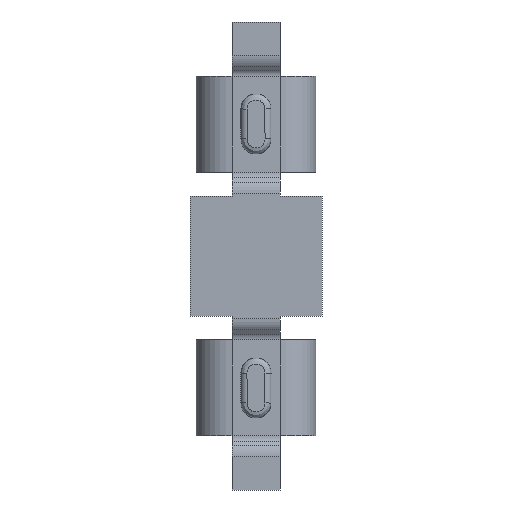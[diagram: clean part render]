
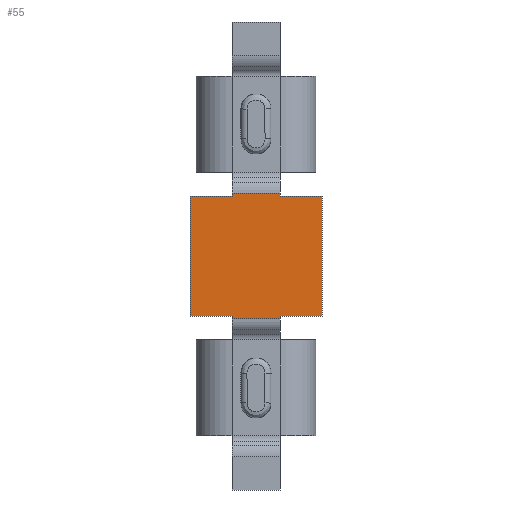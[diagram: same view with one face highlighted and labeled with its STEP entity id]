
A CAD part, front view. The second image highlights one B-rep face of the part: STEP entity #55.
In plain terms, the highlighted planar face has unit normal (0, -1, 0).
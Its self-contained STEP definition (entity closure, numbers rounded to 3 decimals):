
#55=ADVANCED_FACE('',(#259),#260,.F.);
#259=FACE_OUTER_BOUND('',#660,.T.);
#260=PLANE('',#661);
#660=EDGE_LOOP('',(#3224,#3225,#3226,#3227,#3228,#3229,#3230,#3231,#3232,#3233,#3234,#3235));
#661=AXIS2_PLACEMENT_3D('',#3236,#3237,#3238);
#3224=ORIENTED_EDGE('',*,*,#4666,.F.);
#3225=ORIENTED_EDGE('',*,*,#4667,.F.);
#3226=ORIENTED_EDGE('',*,*,#4668,.F.);
#3227=ORIENTED_EDGE('',*,*,#4669,.F.);
#3228=ORIENTED_EDGE('',*,*,#4670,.F.);
#3229=ORIENTED_EDGE('',*,*,#4656,.T.);
#3230=ORIENTED_EDGE('',*,*,#4663,.T.);
#3231=ORIENTED_EDGE('',*,*,#4671,.F.);
#3232=ORIENTED_EDGE('',*,*,#4672,.F.);
#3233=ORIENTED_EDGE('',*,*,#4673,.F.);
#3234=ORIENTED_EDGE('',*,*,#4674,.F.);
#3235=ORIENTED_EDGE('',*,*,#4675,.T.);
#3236=CARTESIAN_POINT('',(0.2,0.0,0.425));
#3237=DIRECTION('',(-0.0,1.0,0.0));
#3238=DIRECTION('',(1.0,0.0,0.0));
#4656=EDGE_CURVE('',#5128,#5125,#5129,.T.);
#4663=EDGE_CURVE('',#5125,#5140,#5141,.T.);
#4666=EDGE_CURVE('',#5145,#5146,#5147,.T.);
#4667=EDGE_CURVE('',#5148,#5145,#5149,.T.);
#4668=EDGE_CURVE('',#5150,#5148,#5151,.T.);
#4669=EDGE_CURVE('',#5152,#5150,#5153,.T.);
#4670=EDGE_CURVE('',#5128,#5152,#5154,.T.);
#4671=EDGE_CURVE('',#5155,#5140,#5156,.T.);
#4672=EDGE_CURVE('',#5157,#5155,#5158,.T.);
#4673=EDGE_CURVE('',#5159,#5157,#5160,.T.);
#4674=EDGE_CURVE('',#5161,#5159,#5162,.T.);
#4675=EDGE_CURVE('',#5161,#5146,#5163,.T.);
#5125=VERTEX_POINT('',#5858);
#5128=VERTEX_POINT('',#5861);
#5129=LINE('',#5862,#5863);
#5140=VERTEX_POINT('',#5878);
#5141=LINE('',#5879,#5880);
#5145=VERTEX_POINT('',#5885);
#5146=VERTEX_POINT('',#5886);
#5147=LINE('',#5887,#5888);
#5148=VERTEX_POINT('',#5889);
#5149=LINE('',#5890,#5891);
#5150=VERTEX_POINT('',#5892);
#5151=LINE('',#5893,#5894);
#5152=VERTEX_POINT('',#5895);
#5153=LINE('',#5896,#5897);
#5154=LINE('',#5898,#5899);
#5155=VERTEX_POINT('',#5900);
#5156=LINE('',#5901,#5902);
#5157=VERTEX_POINT('',#5903);
#5158=LINE('',#5904,#5905);
#5159=VERTEX_POINT('',#5906);
#5160=LINE('',#5907,#5908);
#5161=VERTEX_POINT('',#5909);
#5162=LINE('',#5910,#5911);
#5163=LINE('',#5912,#5913);
#5858=CARTESIAN_POINT('',(-0.2,0.0,-0.524));
#5861=CARTESIAN_POINT('',(-0.2,0.0,-0.5));
#5862=CARTESIAN_POINT('',(-0.2,0.0,-0.5));
#5863=VECTOR('',#9112,0.024);
#5878=CARTESIAN_POINT('',(0.2,0.0,-0.524));
#5879=CARTESIAN_POINT('',(-0.2,0.0,-0.524));
#5880=VECTOR('',#9123,0.4);
#5885=CARTESIAN_POINT('',(-0.2,0.0,0.524));
#5886=CARTESIAN_POINT('',(0.2,0.0,0.524));
#5887=CARTESIAN_POINT('',(-0.2,0.0,0.524));
#5888=VECTOR('',#9128,0.4);
#5889=CARTESIAN_POINT('',(-0.2,0.0,0.5));
#5890=CARTESIAN_POINT('',(-0.2,0.0,0.5));
#5891=VECTOR('',#9129,0.024);
#5892=CARTESIAN_POINT('',(-0.55,0.0,0.5));
#5893=CARTESIAN_POINT('',(-0.55,0.0,0.5));
#5894=VECTOR('',#9130,0.35);
#5895=CARTESIAN_POINT('',(-0.55,0.0,-0.5));
#5896=CARTESIAN_POINT('',(-0.55,0.0,-0.5));
#5897=VECTOR('',#9131,1.0);
#5898=CARTESIAN_POINT('',(-0.2,0.0,-0.5));
#5899=VECTOR('',#9132,0.35);
#5900=CARTESIAN_POINT('',(0.2,0.0,-0.5));
#5901=CARTESIAN_POINT('',(0.2,0.0,-0.5));
#5902=VECTOR('',#9133,0.024);
#5903=CARTESIAN_POINT('',(0.55,0.0,-0.5));
#5904=CARTESIAN_POINT('',(0.55,0.0,-0.5));
#5905=VECTOR('',#9134,0.35);
#5906=CARTESIAN_POINT('',(0.55,0.0,0.5));
#5907=CARTESIAN_POINT('',(0.55,0.0,0.5));
#5908=VECTOR('',#9135,1.0);
#5909=CARTESIAN_POINT('',(0.2,0.0,0.5));
#5910=CARTESIAN_POINT('',(0.2,0.0,0.5));
#5911=VECTOR('',#9136,0.35);
#5912=CARTESIAN_POINT('',(0.2,0.0,0.5));
#5913=VECTOR('',#9137,0.024);
#9112=DIRECTION('',(0.0,0.0,-1.0));
#9123=DIRECTION('',(1.0,0.0,0.0));
#9128=DIRECTION('',(1.0,0.0,0.0));
#9129=DIRECTION('',(0.0,0.0,1.0));
#9130=DIRECTION('',(1.0,0.0,0.0));
#9131=DIRECTION('',(0.0,0.0,1.0));
#9132=DIRECTION('',(-1.0,0.0,0.0));
#9133=DIRECTION('',(0.0,0.0,-1.0));
#9134=DIRECTION('',(-1.0,0.0,0.0));
#9135=DIRECTION('',(0.0,0.0,-1.0));
#9136=DIRECTION('',(1.0,0.0,0.0));
#9137=DIRECTION('',(0.0,0.0,1.0));
